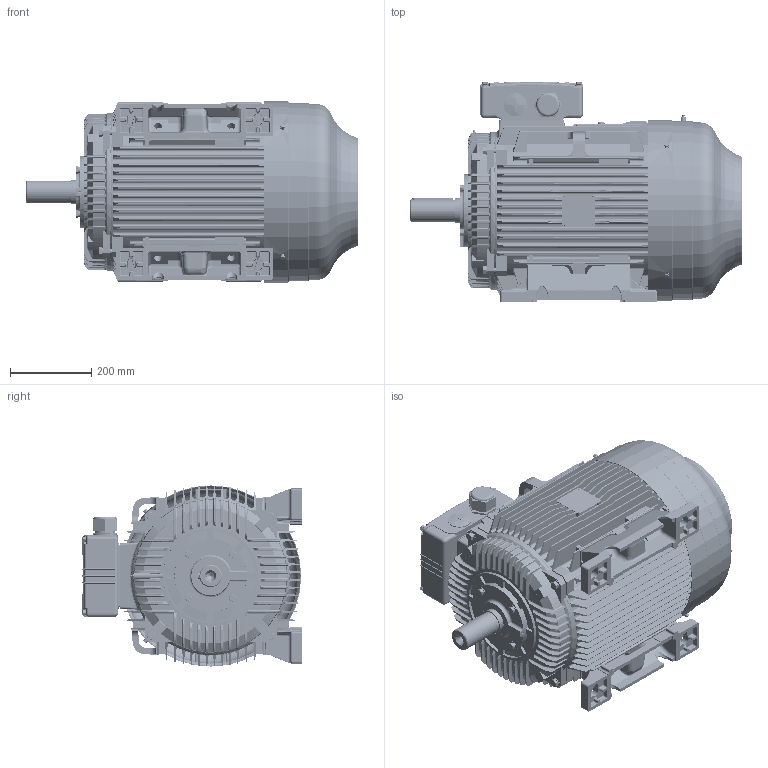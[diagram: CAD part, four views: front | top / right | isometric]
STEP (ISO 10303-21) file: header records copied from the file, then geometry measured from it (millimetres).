
FILE_DESCRIPTION (( 'STEP AP203' ), '1' );
FILE_NAME ('WE225M-2-B3.STEP', '2017-06-23T09:03:00', ( 'Sky123.Org' ), ( 'Sky123.Org' ), 'SwSTEP 2.0', 'SolidWorks 2012', '' );
FILE_SCHEMA (( 'CONFIG_CONTROL_DESIGN' ));
Length unit declared in the file: millimetre
Products named in the file (1): WE225M-2-B3
Bounding box: 815.5 x 541.5 x 445 mm (x, y, z)
Volume: 72494846.2 mm3; surface area: 4271771.1 mm2
Topology: 85 solids, 89 shells, 7869 faces, 22247 edges, 14599 vertices
Faces by surface type: cylinder 3590, plane 3035, cone 651, bspline 384, torus 190, sphere 19
Entity records: 358122 total; most frequent: CARTESIAN_POINT 162589, ORIENTED_EDGE 44308, DIRECTION 35952, EDGE_CURVE 22154, VERTEX_POINT 14595, AXIS2_PLACEMENT_3D 12799, VECTOR 10354, LINE 10354
